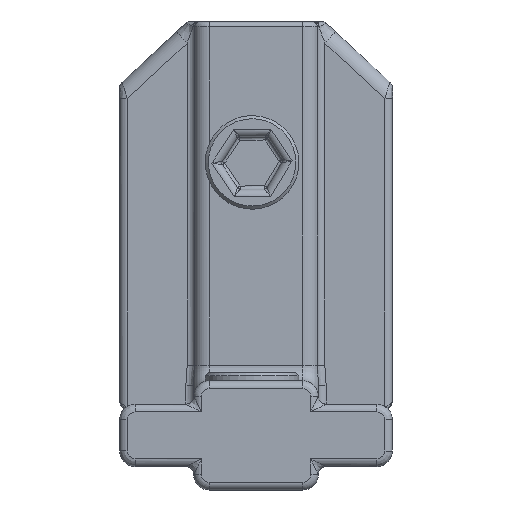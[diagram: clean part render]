
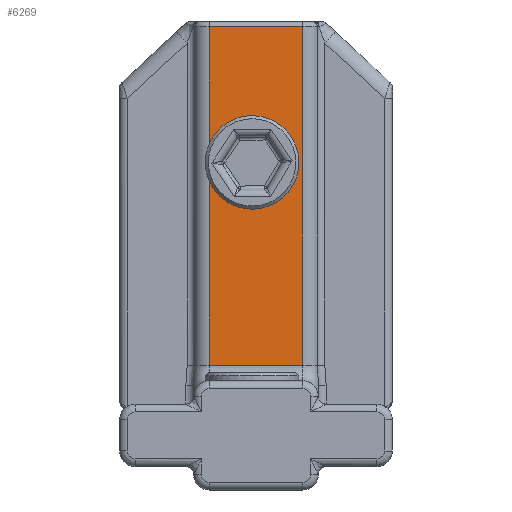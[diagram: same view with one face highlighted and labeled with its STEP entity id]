
A CAD part, front view. The second image highlights one B-rep face of the part: STEP entity #6269.
In plain terms, the highlighted planar face has unit normal (0, -1, 0).
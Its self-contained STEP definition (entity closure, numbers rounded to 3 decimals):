
#2526=CARTESIAN_POINT('',(3.,28.5,26.2));
#2527=VERTEX_POINT('',#2526);
#2570=CARTESIAN_POINT('',(-3.,28.5,26.2));
#2571=VERTEX_POINT('',#2570);
#2579=CARTESIAN_POINT('',(-3.,28.5,26.2));
#2580=DIRECTION('',(1.0,0.0,0.0));
#2581=VECTOR('',#2580,6.);
#2582=LINE('',#2579,#2581);
#2583=EDGE_CURVE('',#2571,#2527,#2582,.T.);
#4237=CARTESIAN_POINT('',(3.,28.5,4.5));
#4238=VERTEX_POINT('',#4237);
#4239=CARTESIAN_POINT('',(3.,28.5,26.2));
#4240=DIRECTION('',(0.0,0.0,-1.0));
#4241=VECTOR('',#4240,21.7);
#4242=LINE('',#4239,#4241);
#4243=EDGE_CURVE('',#2527,#4238,#4242,.T.);
#5980=CARTESIAN_POINT('',(-3.,28.5,4.5));
#5981=VERTEX_POINT('',#5980);
#5989=CARTESIAN_POINT('',(-3.,28.5,16.409));
#5990=VERTEX_POINT('',#5989);
#5991=CARTESIAN_POINT('',(-3.,28.5,4.5));
#5992=DIRECTION('',(0.0,0.0,1.0));
#5993=VECTOR('',#5992,11.909);
#5994=LINE('',#5991,#5993);
#5995=EDGE_CURVE('',#5981,#5990,#5994,.T.);
#5997=CARTESIAN_POINT('',(-3.,28.5,18.591));
#5998=VERTEX_POINT('',#5997);
#6012=CARTESIAN_POINT('',(-3.,28.5,18.591));
#6013=DIRECTION('',(0.0,0.0,1.0));
#6014=VECTOR('',#6013,7.609);
#6015=LINE('',#6012,#6014);
#6016=EDGE_CURVE('',#5998,#2571,#6015,.T.);
#6239=CARTESIAN_POINT('',(3.,28.5,4.5));
#6240=DIRECTION('',(-1.0,0.0,0.0));
#6241=VECTOR('',#6240,6.);
#6242=LINE('',#6239,#6241);
#6243=EDGE_CURVE('',#4238,#5981,#6242,.T.);
#6250=CARTESIAN_POINT('',(-4.,28.5,3.5));
#6251=DIRECTION('',(0.0,-1.0,0.0));
#6252=DIRECTION('',(1.0,0.0,0.0));
#6253=AXIS2_PLACEMENT_3D('',#6250,#6251,#6252);
#6254=PLANE('',#6253);
#6255=ORIENTED_EDGE('',*,*,#2583,.F.);
#6256=ORIENTED_EDGE('',*,*,#6016,.F.);
#6257=CARTESIAN_POINT('',(-0.25,28.5,17.5));
#6258=DIRECTION('',(0.0,-1.0,0.0));
#6259=DIRECTION('',(-1.0,0.0,0.0));
#6260=AXIS2_PLACEMENT_3D('',#6257,#6258,#6259);
#6261=CIRCLE('',#6260,2.959);
#6262=EDGE_CURVE('',#5990,#5998,#6261,.T.);
#6263=ORIENTED_EDGE('',*,*,#6262,.F.);
#6264=ORIENTED_EDGE('',*,*,#5995,.F.);
#6265=ORIENTED_EDGE('',*,*,#6243,.F.);
#6266=ORIENTED_EDGE('',*,*,#4243,.F.);
#6267=EDGE_LOOP('',(#6255,#6256,#6263,#6264,#6265,#6266));
#6268=FACE_OUTER_BOUND('',#6267,.T.);
#6269=ADVANCED_FACE('',(#6268),#6254,.T.);
